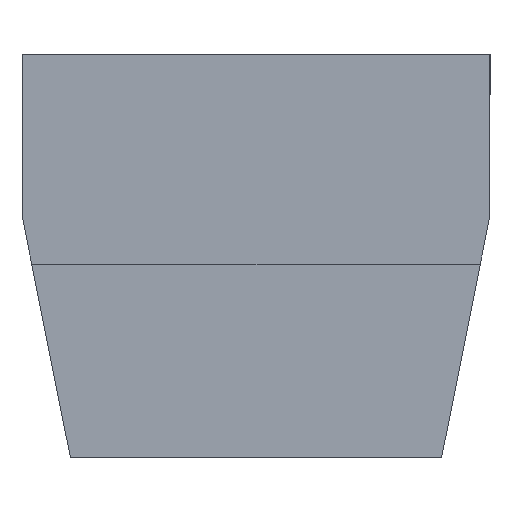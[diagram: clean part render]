
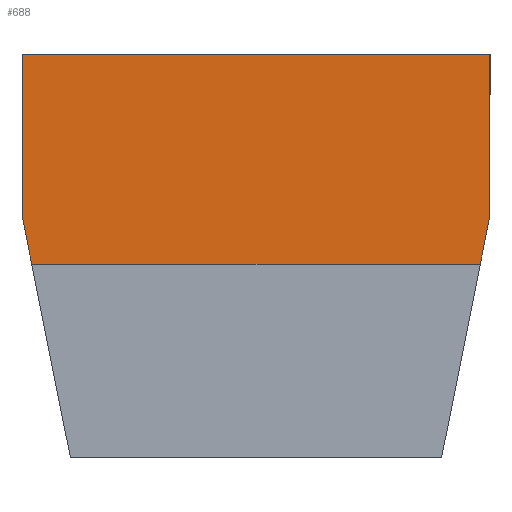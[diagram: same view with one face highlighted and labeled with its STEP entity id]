
A CAD part, front view. The second image highlights one B-rep face of the part: STEP entity #688.
In plain terms, the highlighted planar face has unit normal (0, -1, 0).
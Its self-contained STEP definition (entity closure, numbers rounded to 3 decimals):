
#121=FACE_OUTER_BOUND('',#163,.T.);
#163=EDGE_LOOP('',(#622,#623,#624,#625,#626,#627));
#196=LINE('',#1604,#250);
#201=LINE('',#1612,#255);
#204=LINE('',#1618,#258);
#215=LINE('',#1675,#269);
#222=LINE('',#1692,#276);
#223=LINE('',#1694,#277);
#250=VECTOR('',#833,10.);
#255=VECTOR('',#840,10.);
#258=VECTOR('',#847,10.);
#269=VECTOR('',#912,10.);
#276=VECTOR('',#931,10.);
#277=VECTOR('',#934,10.);
#317=VERTEX_POINT('',#1601);
#318=VERTEX_POINT('',#1603);
#320=VERTEX_POINT('',#1610);
#321=VERTEX_POINT('',#1616);
#340=VERTEX_POINT('',#1674);
#344=VERTEX_POINT('',#1690);
#396=EDGE_CURVE('',#317,#318,#196,.T.);
#401=EDGE_CURVE('',#320,#317,#201,.T.);
#404=EDGE_CURVE('',#321,#320,#204,.T.);
#432=EDGE_CURVE('',#340,#318,#215,.T.);
#441=EDGE_CURVE('',#321,#344,#222,.T.);
#442=EDGE_CURVE('',#340,#344,#223,.F.);
#622=ORIENTED_EDGE('',*,*,#441,.T.);
#623=ORIENTED_EDGE('',*,*,#442,.F.);
#624=ORIENTED_EDGE('',*,*,#432,.T.);
#625=ORIENTED_EDGE('',*,*,#396,.F.);
#626=ORIENTED_EDGE('',*,*,#401,.F.);
#627=ORIENTED_EDGE('',*,*,#404,.F.);
#654=PLANE('',#761);
#688=ADVANCED_FACE('',(#121),#654,.T.);
#761=AXIS2_PLACEMENT_3D('',#1693,#932,#933);
#833=DIRECTION('',(-0.196,0.,0.981));
#840=DIRECTION('',(-1.,0.,0.));
#847=DIRECTION('',(-0.196,0.,-0.981));
#912=DIRECTION('',(0.,0.,-1.));
#931=DIRECTION('',(0.,0.,1.));
#932=DIRECTION('center_axis',(0.,-1.,0.));
#933=DIRECTION('ref_axis',(1.,0.,0.));
#934=DIRECTION('',(-1.,0.,0.));
#1601=CARTESIAN_POINT('',(-23.024,3.,-8.));
#1603=CARTESIAN_POINT('',(-23.624,3.,-5.));
#1604=CARTESIAN_POINT('',(-19.201,3.,-27.115));
#1610=CARTESIAN_POINT('',(4.776,3.,-8.));
#1612=CARTESIAN_POINT('',(-24.124,3.,-8.));
#1616=CARTESIAN_POINT('',(5.376,3.,-5.));
#1618=CARTESIAN_POINT('',(0.953,3.,-27.115));
#1674=CARTESIAN_POINT('',(-23.624,3.,5.));
#1675=CARTESIAN_POINT('',(-23.624,3.,-1.25));
#1690=CARTESIAN_POINT('',(5.376,3.,5.));
#1692=CARTESIAN_POINT('',(5.376,3.,0.));
#1693=CARTESIAN_POINT('Origin',(-23.624,3.,0.));
#1694=CARTESIAN_POINT('',(-16.374,3.,5.));
